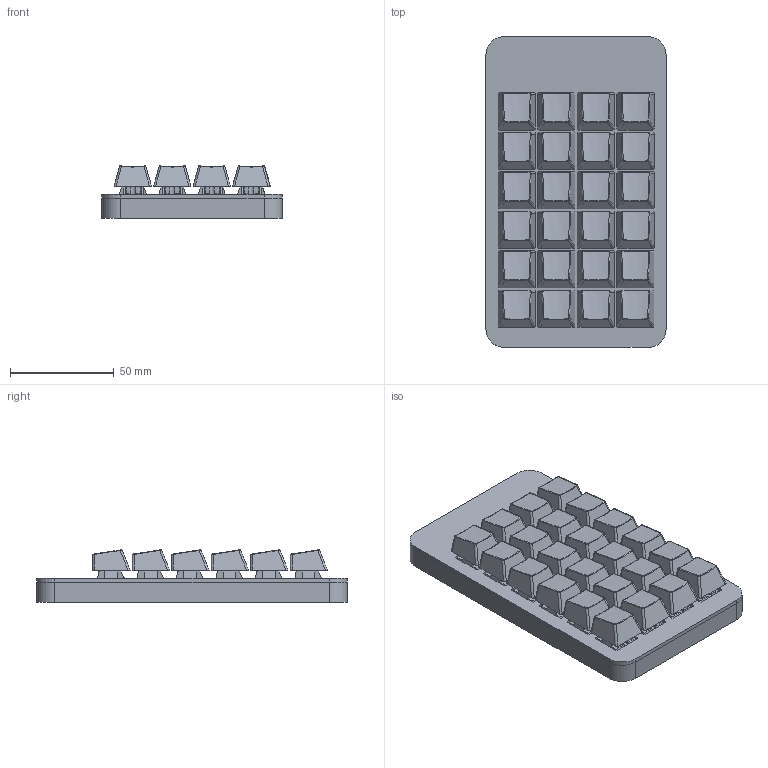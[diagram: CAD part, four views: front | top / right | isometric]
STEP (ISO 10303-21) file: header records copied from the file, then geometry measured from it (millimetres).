
FILE_DESCRIPTION(/* description */ ('STEP AP242 Edition 2','CAx-IF Rec.Pracs.---Representation and Presentation of Product Manufacturing Information (PMI)---4.0---2014-10-13','CAx-IF Rec.Pracs.---3D Tessellated Geometry---0.4---2014-09-14','2;1','CAx-IF Rec.Pracs.---User Defined Attributes---1.5---2016-08-15'),/* implementation_level */ '2;1');
FILE_NAME(/* name */ '6951550b50e373647d8de9d9',/* time_stamp */ '2025-12-28T16:04:28Z',/* author */ (''),/* organization */ (''),/* preprocessor_version */ 'ST-DEVELOPER v20',/* originating_system */ 'ONSHAPE BY PTC INC, 1.208',/* authorisation */ ' ');
FILE_SCHEMA (('AP242_MANAGED_MODEL_BASED_3D_ENGINEERING_MIM_LF { 1 0 10303 442 3 1 4 }'));
Length unit declared in the file: metre
Products named in the file (37): MyNumPad 1; Part 1; MyNumPad_PCB; Key and cap <12>; Component1; 1x1 R1 v23; Component2; Key and cap <22>; Key and cap <20>; Key and cap <3>; Key and cap <7>; Key and cap <5>; Key and cap <19>; Key and cap <21>; Key and cap <4>; Key and cap <24>; Key and cap <10>; Key and cap <8>; Key and cap <17>; Key and cap <16>; Key and cap <9>; Key and cap <11>; Key and cap <18>; Key and cap <1>; Key and cap <6>; Key and cap <14>; Key and cap <15>; Key and cap <13>; Key and cap <23>; Key and cap <2>
Assembly tree (243 placements, depth 3):
  MyNumPad 1
    Part 1
    Part 1
    MyNumPad_PCB
    Key and cap <12>
      Component1
      Component1
      Component1
      1x1 R1 v23
      Component2
      Component1
      Component1
      Component1
      Component1
    Key and cap <22>
      Component1
      Component1
      Component1
      Component1
      1x1 R1 v23
      Component1
      Component2
      Component1
      Component1
    Key and cap <20>
      Component1
      Component1
      Component2
      Component1
      Component1
      1x1 R1 v23
      Component1
      Component1
      Component1
    Key and cap <3>
      Component2
      Component1
      Component1
      Component1
      Component1
      Component1
      Component1
      1x1 R1 v23
      Component1
    Key and cap <7>
      Component1
      Component1
      Component1
      Component1
      Component2
      Component1
      1x1 R1 v23
      Component1
      Component1
    Key and cap <5>
      Component1
      Component1
      1x1 R1 v23
      Component1
      Component1
Bounding box: 86.62 x 149.62 x 25.13 mm (x, y, z)
Volume: 137232.3 mm3; surface area: 155824.1 mm2
Topology: 219 solids, 219 shells, 4365 faces, 10946 edges, 7140 vertices
Faces by surface type: plane 3263, cylinder 766, bspline 216, cone 72, sphere 48
Full cylindrical faces by diameter (mm): 1.524 x48, 1.6 x48, 1.75 x48, 2.5 x2, 3.85 x24, 3.988 x24, 4 x4, 5.6 x24
Entity records: 19552 total; most frequent: CARTESIAN_POINT 3532, DIRECTION 3149, ORIENTED_EDGE 2672, EDGE_CURVE 1336, AXIS2_PLACEMENT_3D 1091, VERTEX_POINT 975, LINE 967, VECTOR 967
